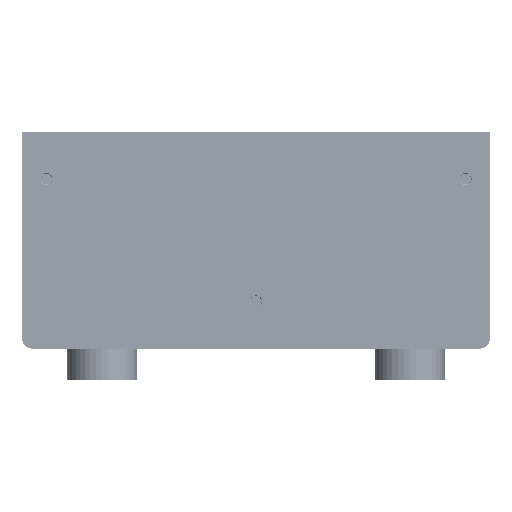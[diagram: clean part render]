
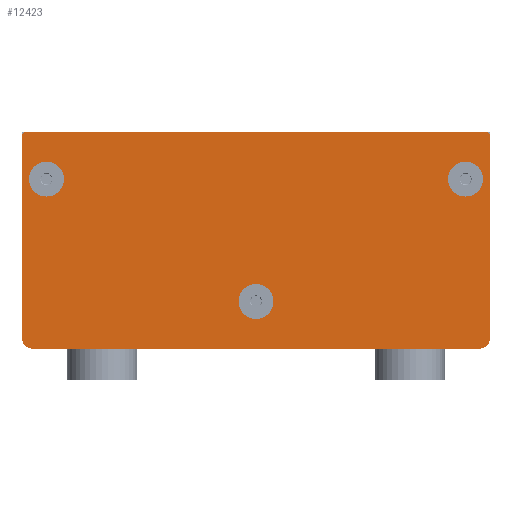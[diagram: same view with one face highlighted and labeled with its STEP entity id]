
A CAD part, left-side view. The second image highlights one B-rep face of the part: STEP entity #12423.
In plain terms, the highlighted planar face has unit normal (-1, 0, 0).
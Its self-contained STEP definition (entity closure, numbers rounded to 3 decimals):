
#1209=FACE_BOUND('',#2776,.T.);
#1210=FACE_BOUND('',#2777,.T.);
#1211=FACE_BOUND('',#2778,.T.);
#1337=PLANE('',#13493);
#2024=FACE_OUTER_BOUND('',#2775,.T.);
#2775=EDGE_LOOP('',(#11165,#11166,#11167,#11168,#11169,#11170,#11171,#11172));
#2776=EDGE_LOOP('',(#11173));
#2777=EDGE_LOOP('',(#11174));
#2778=EDGE_LOOP('',(#11175));
#3454=LINE('',#54813,#4147);
#3460=LINE('',#54840,#4153);
#3468=LINE('',#54867,#4161);
#3470=LINE('',#54874,#4163);
#4147=VECTOR('',#15952,10.);
#4153=VECTOR('',#15978,10.);
#4161=VECTOR('',#16012,10.);
#4163=VECTOR('',#16020,10.);
#4396=CIRCLE('',#13462,1.);
#4404=CIRCLE('',#13473,1.);
#4405=CIRCLE('',#13476,5.);
#4407=CIRCLE('',#13480,5.);
#4409=CIRCLE('',#13484,5.);
#4411=CIRCLE('',#13489,3.);
#4412=CIRCLE('',#13492,3.);
#5594=VERTEX_POINT('',#54800);
#5595=VERTEX_POINT('',#54801);
#5599=VERTEX_POINT('',#54811);
#5608=VERTEX_POINT('',#54833);
#5609=VERTEX_POINT('',#54834);
#5610=VERTEX_POINT('',#54839);
#5611=VERTEX_POINT('',#54843);
#5613=VERTEX_POINT('',#54851);
#5615=VERTEX_POINT('',#54859);
#5617=VERTEX_POINT('',#54869);
#5618=VERTEX_POINT('',#54873);
#7436=EDGE_CURVE('',#5594,#5595,#4396,.T.);
#7442=EDGE_CURVE('',#5594,#5599,#3454,.T.);
#7452=EDGE_CURVE('',#5608,#5609,#4404,.T.);
#7455=EDGE_CURVE('',#5610,#5609,#3460,.T.);
#7457=EDGE_CURVE('',#5611,#5611,#4405,.T.);
#7461=EDGE_CURVE('',#5613,#5613,#4407,.T.);
#7465=EDGE_CURVE('',#5615,#5615,#4409,.T.);
#7469=EDGE_CURVE('',#5608,#5595,#3468,.T.);
#7470=EDGE_CURVE('',#5617,#5610,#4411,.T.);
#7472=EDGE_CURVE('',#5618,#5617,#3470,.T.);
#7474=EDGE_CURVE('',#5599,#5618,#4412,.T.);
#11165=ORIENTED_EDGE('',*,*,#7436,.F.);
#11166=ORIENTED_EDGE('',*,*,#7442,.T.);
#11167=ORIENTED_EDGE('',*,*,#7474,.T.);
#11168=ORIENTED_EDGE('',*,*,#7472,.T.);
#11169=ORIENTED_EDGE('',*,*,#7470,.T.);
#11170=ORIENTED_EDGE('',*,*,#7455,.T.);
#11171=ORIENTED_EDGE('',*,*,#7452,.F.);
#11172=ORIENTED_EDGE('',*,*,#7469,.T.);
#11173=ORIENTED_EDGE('',*,*,#7457,.T.);
#11174=ORIENTED_EDGE('',*,*,#7461,.T.);
#11175=ORIENTED_EDGE('',*,*,#7465,.T.);
#12423=ADVANCED_FACE('',(#2024,#1209,#1210,#1211),#1337,.T.);
#13462=AXIS2_PLACEMENT_3D('',#54802,#15942,#15943);
#13473=AXIS2_PLACEMENT_3D('',#54835,#15972,#15973);
#13476=AXIS2_PLACEMENT_3D('',#54844,#15982,#15983);
#13480=AXIS2_PLACEMENT_3D('',#54852,#15992,#15993);
#13484=AXIS2_PLACEMENT_3D('',#54860,#16002,#16003);
#13489=AXIS2_PLACEMENT_3D('',#54870,#16015,#16016);
#13492=AXIS2_PLACEMENT_3D('',#54877,#16024,#16025);
#13493=AXIS2_PLACEMENT_3D('',#54878,#16026,#16027);
#15942=DIRECTION('center_axis',(1.,0.,0.));
#15943=DIRECTION('ref_axis',(0.,0.707,0.707));
#15952=DIRECTION('',(0.,0.,-1.));
#15972=DIRECTION('center_axis',(1.,0.,0.));
#15973=DIRECTION('ref_axis',(0.,-0.707,0.707));
#15978=DIRECTION('',(0.,0.,1.));
#15982=DIRECTION('center_axis',(1.,0.,0.));
#15983=DIRECTION('ref_axis',(0.,1.,0.));
#15992=DIRECTION('center_axis',(1.,0.,0.));
#15993=DIRECTION('ref_axis',(0.,-1.,0.));
#16002=DIRECTION('center_axis',(1.,0.,0.));
#16003=DIRECTION('ref_axis',(0.,-1.,0.));
#16012=DIRECTION('',(0.,1.,0.));
#16015=DIRECTION('center_axis',(-1.,0.,0.));
#16016=DIRECTION('ref_axis',(0.,0.,-1.));
#16020=DIRECTION('',(0.,-1.,0.));
#16024=DIRECTION('center_axis',(-1.,0.,0.));
#16025=DIRECTION('ref_axis',(0.,1.,0.));
#16026=DIRECTION('center_axis',(-1.,0.,0.));
#16027=DIRECTION('ref_axis',(0.,-1.,0.));
#54800=CARTESIAN_POINT('',(-167.,66.95,59.));
#54801=CARTESIAN_POINT('',(-167.,65.95,60.));
#54802=CARTESIAN_POINT('Origin',(-167.,65.95,59.));
#54811=CARTESIAN_POINT('',(-167.,66.95,1.));
#54813=CARTESIAN_POINT('',(-167.,66.95,60.));
#54833=CARTESIAN_POINT('',(-167.,-65.95,60.));
#54834=CARTESIAN_POINT('',(-167.,-66.95,59.));
#54835=CARTESIAN_POINT('Origin',(-167.,-65.95,59.));
#54839=CARTESIAN_POINT('',(-167.,-66.95,1.));
#54840=CARTESIAN_POINT('',(-167.,-66.95,1.));
#54843=CARTESIAN_POINT('',(-167.,-64.95,46.5));
#54844=CARTESIAN_POINT('Origin',(-167.,-59.95,46.5));
#54851=CARTESIAN_POINT('',(-167.,64.95,46.5));
#54852=CARTESIAN_POINT('Origin',(-167.,59.95,46.5));
#54859=CARTESIAN_POINT('',(-167.,5.,11.5));
#54860=CARTESIAN_POINT('Origin',(-167.,0.,11.5));
#54867=CARTESIAN_POINT('',(-167.,66.95,60.));
#54869=CARTESIAN_POINT('',(-167.,-63.95,-2.));
#54870=CARTESIAN_POINT('Origin',(-167.,-63.95,1.));
#54873=CARTESIAN_POINT('',(-167.,63.95,-2.));
#54874=CARTESIAN_POINT('',(-167.,63.95,-2.));
#54877=CARTESIAN_POINT('Origin',(-167.,63.95,1.));
#54878=CARTESIAN_POINT('Origin',(-167.,0.,29.));
